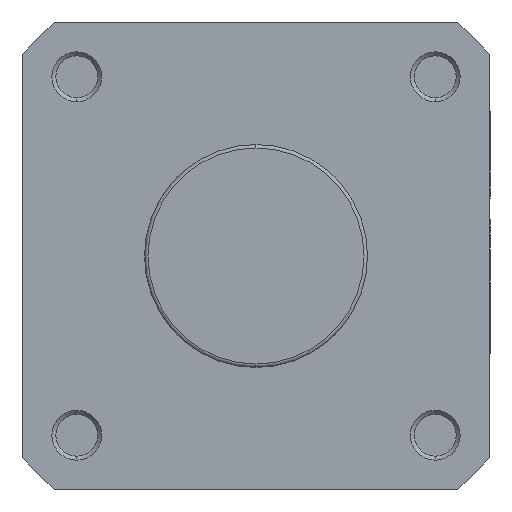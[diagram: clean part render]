
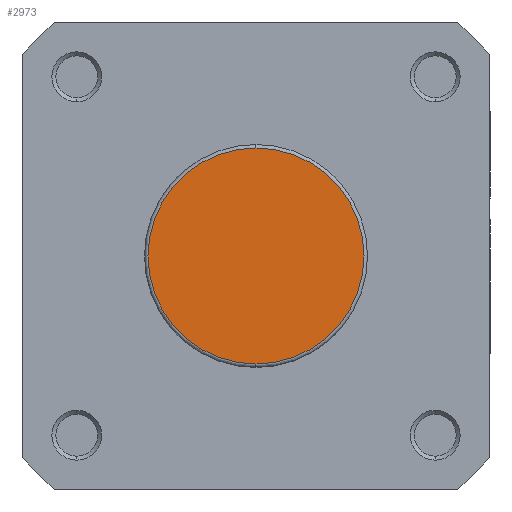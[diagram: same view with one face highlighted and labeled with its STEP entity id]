
A CAD part, left-side view. The second image highlights one B-rep face of the part: STEP entity #2973.
In plain terms, the highlighted planar face has unit normal (-1, 0, 0).
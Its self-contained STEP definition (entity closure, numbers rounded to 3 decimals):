
#205 = CARTESIAN_POINT ( 'NONE',  ( 0., 0., 0. ) ) ;
#206 = DIRECTION ( 'NONE',  ( -1., 0., 0. ) ) ;
#207 = DIRECTION ( 'NONE',  ( 0., 0., -1. ) ) ;
#348 = CARTESIAN_POINT ( 'NONE',  ( 0., 0., 0. ) ) ;
#355 = DIRECTION ( 'NONE',  ( -1., 0., 0. ) ) ;
#356 = DIRECTION ( 'NONE',  ( 0., 0., -1. ) ) ;
#628 = CARTESIAN_POINT ( 'NONE',  ( 0., 0., 21.7 ) ) ;
#629 = CARTESIAN_POINT ( 'NONE',  ( 0., 0., -21.7 ) ) ;
#1825 = FACE_OUTER_BOUND ( 'NONE', #5155, .T. ) ;
#2311 = CIRCLE ( 'NONE', #2674, 21.7 ) ;
#2395 = CIRCLE ( 'NONE', #2705, 21.7 ) ;
#2674 = AXIS2_PLACEMENT_3D ( 'NONE', #205, #206, #207 ) ;
#2705 = AXIS2_PLACEMENT_3D ( 'NONE', #348, #355, #356 ) ;
#2973 = ADVANCED_FACE ( 'NONE', ( #1825 ), #4023, .F. ) ;
#3229 = EDGE_CURVE ( 'NONE', #3509, #3510, #2311, .T. ) ;
#3288 = EDGE_CURVE ( 'NONE', #3510, #3509, #2395, .T. ) ;
#3509 = VERTEX_POINT ( 'NONE', #628 ) ;
#3510 = VERTEX_POINT ( 'NONE', #629 ) ;
#4022 = CARTESIAN_POINT ( 'NONE',  ( 0., 22.4, 0. ) ) ;
#4023 = PLANE ( 'NONE',  #5478 ) ;
#4025 = DIRECTION ( 'NONE',  ( 1., 0., 0. ) ) ;
#4026 = DIRECTION ( 'NONE',  ( 0., 0., -1. ) ) ;
#4651 = ORIENTED_EDGE ( 'NONE', *, *, #3229, .T. ) ;
#4681 = ORIENTED_EDGE ( 'NONE', *, *, #3288, .T. ) ;
#5155 = EDGE_LOOP ( 'NONE', ( #4681, #4651 ) ) ;
#5478 = AXIS2_PLACEMENT_3D ( 'NONE', #4022, #4025, #4026 ) ;
